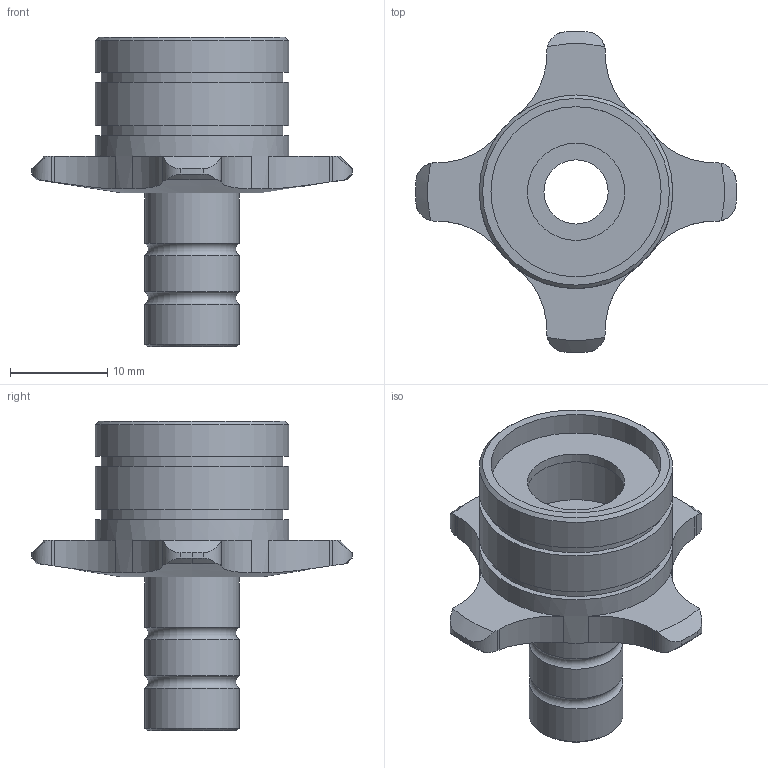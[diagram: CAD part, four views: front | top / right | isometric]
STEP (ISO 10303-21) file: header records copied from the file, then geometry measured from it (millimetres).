
FILE_DESCRIPTION(('HOOPS Exchange Step'),'2;1');
FILE_NAME('temp_export','2023-07-13T17:29:24+02:00',('mobile'),('Shapr3D Limited'),'HOOPS Exchange 2022.2','Shapr3D','Authorized');
FILE_SCHEMA( ('AUTOMOTIVE_DESIGN { 1 0 10303 214 1 1 1 1 }') );
Length unit declared in the file: millimetre
Products named in the file (4): EX-BH- 72 ADAPTADOR CONECTOR 3.5_v1; EX-BH-56 ADAPTADOR CONECTOR 3.5-BH; 0. ROVER-BH_v1-1.stp; root
Assembly tree (3 placements, depth 4):
  root
    0. ROVER-BH_v1-1.stp
      EX-BH-56 ADAPTADOR CONECTOR 3.5-BH
        EX-BH- 72 ADAPTADOR CONECTOR 3.5_v1
Bounding box: 33 x 32.99 x 31.8 mm (x, y, z)
Volume: 3816.9 mm3; surface area: 3703 mm2
Topology: 1 solids, 1 shells, 71 faces, 181 edges, 121 vertices
Faces by surface type: cylinder 34, plane 23, cone 12, torus 2
Full cylindrical faces by diameter (mm): 6.6 x1, 8 x1, 9.7 x3, 10 x1, 14 x1, 17.5 x1, 18.7 x2, 19.9 x3
Entity records: 2611 total; most frequent: CARTESIAN_POINT 797, DIRECTION 374, ORIENTED_EDGE 362, EDGE_CURVE 181, AXIS2_PLACEMENT_3D 158, VERTEX_POINT 121, CIRCLE 83, EDGE_LOOP 82
